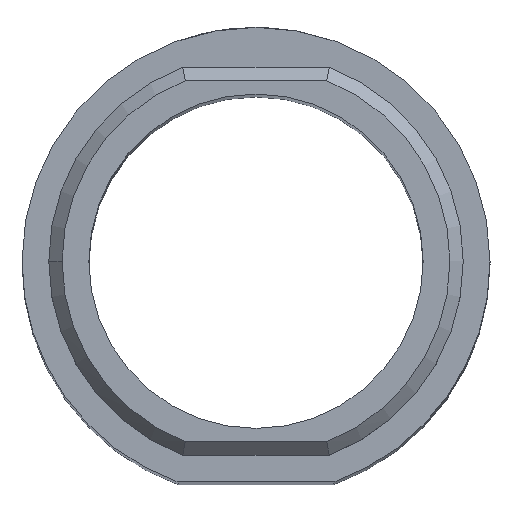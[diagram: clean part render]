
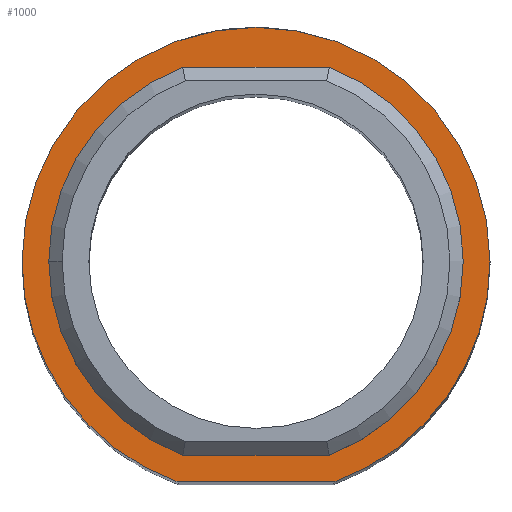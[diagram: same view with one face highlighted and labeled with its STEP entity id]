
A CAD part, top view. The second image highlights one B-rep face of the part: STEP entity #1000.
In plain terms, the highlighted planar face has unit normal (0, 0, 1).
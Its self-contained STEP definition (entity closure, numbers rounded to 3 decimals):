
#15 = AXIS2_PLACEMENT_3D ( 'NONE', #349, #666, #811 ) ;
#18 = LINE ( 'NONE', #182, #904 ) ;
#21 = CARTESIAN_POINT ( 'NONE',  ( 0., 17.5, 56.45 ) ) ;
#25 = EDGE_CURVE ( 'NONE', #930, #254, #982, .T. ) ;
#28 = DIRECTION ( 'NONE',  ( 0., 0., 1. ) ) ;
#41 = EDGE_CURVE ( 'NONE', #203, #426, #880, .T. ) ;
#47 = ORIENTED_EDGE ( 'NONE', *, *, #875, .F. ) ;
#50 = DIRECTION ( 'NONE',  ( 0., 0., 1. ) ) ;
#58 = CIRCLE ( 'NONE', #629, 15.5 ) ;
#74 = ORIENTED_EDGE ( 'NONE', *, *, #559, .T. ) ;
#90 = VERTEX_POINT ( 'NONE', #958 ) ;
#104 = CARTESIAN_POINT ( 'NONE',  ( 15.5, 0., 56.45 ) ) ;
#108 = FACE_OUTER_BOUND ( 'NONE', #381, .T. ) ;
#122 = ORIENTED_EDGE ( 'NONE', *, *, #251, .F. ) ;
#168 = CARTESIAN_POINT ( 'NONE',  ( 0., 0., 56.45 ) ) ;
#171 = VERTEX_POINT ( 'NONE', #747 ) ;
#182 = CARTESIAN_POINT ( 'NONE',  ( -5.477, -14.5, 56.45 ) ) ;
#195 = DIRECTION ( 'NONE',  ( 1., 0., 0. ) ) ;
#203 = VERTEX_POINT ( 'NONE', #989 ) ;
#214 = DIRECTION ( 'NONE',  ( -1., 0., 0. ) ) ;
#237 = CARTESIAN_POINT ( 'NONE',  ( 0., 0., 56.45 ) ) ;
#240 = AXIS2_PLACEMENT_3D ( 'NONE', #928, #50, #923 ) ;
#251 = EDGE_CURVE ( 'NONE', #708, #171, #58, .T. ) ;
#254 = VERTEX_POINT ( 'NONE', #104 ) ;
#281 = CARTESIAN_POINT ( 'NONE',  ( -5.477, 14.5, 56.45 ) ) ;
#290 = EDGE_CURVE ( 'NONE', #171, #930, #18, .T. ) ;
#312 = CARTESIAN_POINT ( 'NONE',  ( 5.477, 14.5, 56.45 ) ) ;
#349 = CARTESIAN_POINT ( 'NONE',  ( 0., 0., 56.45 ) ) ;
#350 = CARTESIAN_POINT ( 'NONE',  ( 0., 0., 56.45 ) ) ;
#369 = CARTESIAN_POINT ( 'NONE',  ( 0., 0., 56.45 ) ) ;
#370 = ORIENTED_EDGE ( 'NONE', *, *, #25, .F. ) ;
#381 = EDGE_LOOP ( 'NONE', ( #74, #695, #437, #557 ) ) ;
#389 = CARTESIAN_POINT ( 'NONE',  ( -5.831, -16.5, 56.45 ) ) ;
#426 = VERTEX_POINT ( 'NONE', #684 ) ;
#430 = EDGE_CURVE ( 'NONE', #254, #488, #752, .T. ) ;
#437 = ORIENTED_EDGE ( 'NONE', *, *, #650, .T. ) ;
#461 = ORIENTED_EDGE ( 'NONE', *, *, #290, .F. ) ;
#481 = DIRECTION ( 'NONE',  ( 1., 0., 0. ) ) ;
#482 = DIRECTION ( 'NONE',  ( 1., 0., 0. ) ) ;
#486 = AXIS2_PLACEMENT_3D ( 'NONE', #168, #801, #482 ) ;
#488 = VERTEX_POINT ( 'NONE', #312 ) ;
#492 = DIRECTION ( 'NONE',  ( 0., 0., 1. ) ) ;
#494 = VERTEX_POINT ( 'NONE', #389 ) ;
#514 = PLANE ( 'NONE',  #865 ) ;
#517 = EDGE_LOOP ( 'NONE', ( #122, #47, #883, #370, #461 ) ) ;
#534 = VECTOR ( 'NONE', #481, 1000. ) ;
#536 = LINE ( 'NONE', #281, #541 ) ;
#538 = AXIS2_PLACEMENT_3D ( 'NONE', #237, #492, #782 ) ;
#541 = VECTOR ( 'NONE', #214, 1000. ) ;
#557 = ORIENTED_EDGE ( 'NONE', *, *, #857, .T. ) ;
#559 = EDGE_CURVE ( 'NONE', #494, #203, #714, .T. ) ;
#586 = DIRECTION ( 'NONE',  ( 1., 0., 0. ) ) ;
#598 = DIRECTION ( 'NONE',  ( 0., 0., 1. ) ) ;
#616 = DIRECTION ( 'NONE',  ( 0., 0., 1. ) ) ;
#629 = AXIS2_PLACEMENT_3D ( 'NONE', #350, #598, #586 ) ;
#650 = EDGE_CURVE ( 'NONE', #426, #90, #893, .T. ) ;
#661 = AXIS2_PLACEMENT_3D ( 'NONE', #369, #616, #702 ) ;
#662 = CARTESIAN_POINT ( 'NONE',  ( -5.477, 14.5, 56.45 ) ) ;
#666 = DIRECTION ( 'NONE',  ( 0., 0., 1. ) ) ;
#684 = CARTESIAN_POINT ( 'NONE',  ( 17.5, 0., 56.45 ) ) ;
#693 = CIRCLE ( 'NONE', #240, 17.5 ) ;
#695 = ORIENTED_EDGE ( 'NONE', *, *, #41, .T. ) ;
#702 = DIRECTION ( 'NONE',  ( 1., 0., 0. ) ) ;
#708 = VERTEX_POINT ( 'NONE', #662 ) ;
#714 = LINE ( 'NONE', #1021, #534 ) ;
#747 = CARTESIAN_POINT ( 'NONE',  ( -5.477, -14.5, 56.45 ) ) ;
#752 = CIRCLE ( 'NONE', #661, 15.5 ) ;
#782 = DIRECTION ( 'NONE',  ( 1., 0., 0. ) ) ;
#801 = DIRECTION ( 'NONE',  ( 0., 0., 1. ) ) ;
#811 = DIRECTION ( 'NONE',  ( 1., 0., 0. ) ) ;
#857 = EDGE_CURVE ( 'NONE', #90, #494, #693, .T. ) ;
#865 = AXIS2_PLACEMENT_3D ( 'NONE', #21, #28, #899 ) ;
#875 = EDGE_CURVE ( 'NONE', #488, #708, #536, .T. ) ;
#880 = CIRCLE ( 'NONE', #486, 17.5 ) ;
#883 = ORIENTED_EDGE ( 'NONE', *, *, #430, .F. ) ;
#893 = CIRCLE ( 'NONE', #15, 17.5 ) ;
#899 = DIRECTION ( 'NONE',  ( 1., 0., 0. ) ) ;
#904 = VECTOR ( 'NONE', #195, 1000. ) ;
#923 = DIRECTION ( 'NONE',  ( 1., 0., 0. ) ) ;
#928 = CARTESIAN_POINT ( 'NONE',  ( 0., 0., 56.45 ) ) ;
#930 = VERTEX_POINT ( 'NONE', #934 ) ;
#934 = CARTESIAN_POINT ( 'NONE',  ( 5.477, -14.5, 56.45 ) ) ;
#958 = CARTESIAN_POINT ( 'NONE',  ( -17.5, 0., 56.45 ) ) ;
#980 = FACE_BOUND ( 'NONE', #517, .T. ) ;
#982 = CIRCLE ( 'NONE', #538, 15.5 ) ;
#989 = CARTESIAN_POINT ( 'NONE',  ( 5.831, -16.5, 56.45 ) ) ;
#1000 = ADVANCED_FACE ( 'NONE', ( #108, #980 ), #514, .T. ) ;
#1021 = CARTESIAN_POINT ( 'NONE',  ( -17.5, -16.5, 56.45 ) ) ;
